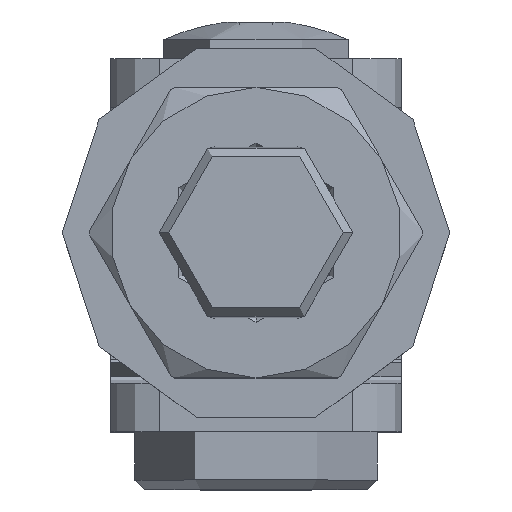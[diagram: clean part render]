
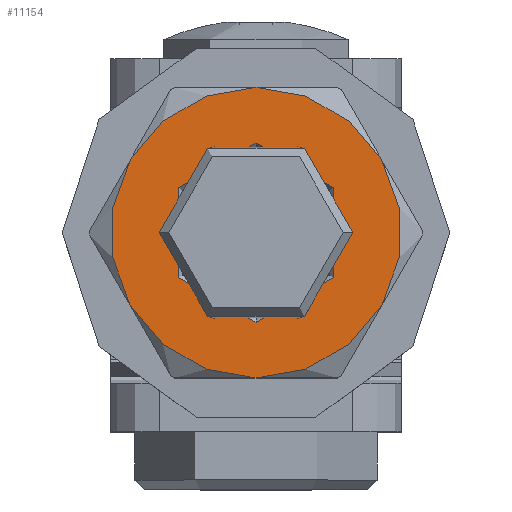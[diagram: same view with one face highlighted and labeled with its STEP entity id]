
A CAD part, top view. The second image highlights one B-rep face of the part: STEP entity #11154.
In plain terms, the highlighted face is planar.
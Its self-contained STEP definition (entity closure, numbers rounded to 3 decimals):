
#296 = AXIS2_PLACEMENT_3D ( 'NONE', #11944, #17543, #16335 ) ;
#642 = AXIS2_PLACEMENT_3D ( 'NONE', #6520, #730, #18079 ) ;
#730 = DIRECTION ( 'NONE',  ( 0., -1., 0. ) ) ;
#1535 = CARTESIAN_POINT ( 'NONE',  ( 0., 4.5, 0. ) ) ;
#1672 = EDGE_CURVE ( 'NONE', #13262, #2891, #18055, .T. ) ;
#1764 = EDGE_CURVE ( 'NONE', #16073, #13262, #18503, .T. ) ;
#1915 = DIRECTION ( 'NONE',  ( 0., -1., 0. ) ) ;
#2001 = VERTEX_POINT ( 'NONE', #5899 ) ;
#2156 = DIRECTION ( 'NONE',  ( 0., -1., 0. ) ) ;
#2366 = CARTESIAN_POINT ( 'NONE',  ( -12.99, 4.5, -7.5 ) ) ;
#2771 = AXIS2_PLACEMENT_3D ( 'NONE', #16607, #1915, #11401 ) ;
#2831 = AXIS2_PLACEMENT_3D ( 'NONE', #16810, #14096, #2938 ) ;
#2891 = VERTEX_POINT ( 'NONE', #11513 ) ;
#2938 = DIRECTION ( 'NONE',  ( 0., 0., 1. ) ) ;
#3105 = ORIENTED_EDGE ( 'NONE', *, *, #7918, .F. ) ;
#3201 = AXIS2_PLACEMENT_3D ( 'NONE', #11123, #9515, #6778 ) ;
#3912 = FACE_OUTER_BOUND ( 'NONE', #5585, .T. ) ;
#4039 = EDGE_CURVE ( 'NONE', #2001, #16073, #9162, .T. ) ;
#4317 = CIRCLE ( 'NONE', #642, 9.25 ) ;
#4501 = CARTESIAN_POINT ( 'NONE',  ( 12.99, 4.5, -7.5 ) ) ;
#5585 = EDGE_LOOP ( 'NONE', ( #13607, #14785, #8901, #8525, #11121, #3105 ) ) ;
#5899 = CARTESIAN_POINT ( 'NONE',  ( 0., 4.5, -15. ) ) ;
#5921 = CARTESIAN_POINT ( 'NONE',  ( 12.99, 4.5, 7.5 ) ) ;
#6104 = CIRCLE ( 'NONE', #6489, 15. ) ;
#6370 = VERTEX_POINT ( 'NONE', #16666 ) ;
#6489 = AXIS2_PLACEMENT_3D ( 'NONE', #7590, #7784, #9066 ) ;
#6520 = CARTESIAN_POINT ( 'NONE',  ( 0., 4.5, 0. ) ) ;
#6778 = DIRECTION ( 'NONE',  ( 0., 0., 1. ) ) ;
#6976 = AXIS2_PLACEMENT_3D ( 'NONE', #1535, #8581, #14844 ) ;
#7590 = CARTESIAN_POINT ( 'NONE',  ( 0., 4.5, 0. ) ) ;
#7784 = DIRECTION ( 'NONE',  ( 0., -1., 0. ) ) ;
#7918 = EDGE_CURVE ( 'NONE', #13539, #9915, #15667, .T. ) ;
#8168 = CIRCLE ( 'NONE', #3201, 9.25 ) ;
#8525 = ORIENTED_EDGE ( 'NONE', *, *, #4039, .F. ) ;
#8581 = DIRECTION ( 'NONE',  ( 0., -1., 0. ) ) ;
#8901 = ORIENTED_EDGE ( 'NONE', *, *, #1764, .F. ) ;
#9066 = DIRECTION ( 'NONE',  ( 0., 0., 1. ) ) ;
#9162 = CIRCLE ( 'NONE', #2771, 15. ) ;
#9515 = DIRECTION ( 'NONE',  ( 0., -1., 0. ) ) ;
#9877 = CARTESIAN_POINT ( 'NONE',  ( -12.99, 4.5, 7.5 ) ) ;
#9915 = VERTEX_POINT ( 'NONE', #2366 ) ;
#11050 = DIRECTION ( 'NONE',  ( 0., 0., 1. ) ) ;
#11121 = ORIENTED_EDGE ( 'NONE', *, *, #14827, .F. ) ;
#11123 = CARTESIAN_POINT ( 'NONE',  ( 0., 4.5, 0. ) ) ;
#11154 = ADVANCED_FACE ( 'NONE', ( #15240, #3912 ), #15319, .T. ) ;
#11401 = DIRECTION ( 'NONE',  ( 0., 0., -1. ) ) ;
#11513 = CARTESIAN_POINT ( 'NONE',  ( 0., 4.5, 15. ) ) ;
#11944 = CARTESIAN_POINT ( 'NONE',  ( 0., 4.5, 0. ) ) ;
#12012 = DIRECTION ( 'NONE',  ( 0., -1., 0. ) ) ;
#12082 = VERTEX_POINT ( 'NONE', #18165 ) ;
#12138 = EDGE_CURVE ( 'NONE', #12082, #6370, #8168, .T. ) ;
#12166 = AXIS2_PLACEMENT_3D ( 'NONE', #16779, #2156, #11050 ) ;
#12970 = AXIS2_PLACEMENT_3D ( 'NONE', #13525, #12012, #13462 ) ;
#13262 = VERTEX_POINT ( 'NONE', #5921 ) ;
#13462 = DIRECTION ( 'NONE',  ( 0., 0., 1. ) ) ;
#13525 = CARTESIAN_POINT ( 'NONE',  ( 0., 4.5, 0. ) ) ;
#13539 = VERTEX_POINT ( 'NONE', #9877 ) ;
#13574 = ORIENTED_EDGE ( 'NONE', *, *, #12138, .T. ) ;
#13607 = ORIENTED_EDGE ( 'NONE', *, *, #16951, .F. ) ;
#14037 = CIRCLE ( 'NONE', #6976, 15. ) ;
#14096 = DIRECTION ( 'NONE',  ( 0., 1., 0. ) ) ;
#14720 = EDGE_LOOP ( 'NONE', ( #16316, #13574 ) ) ;
#14785 = ORIENTED_EDGE ( 'NONE', *, *, #1672, .F. ) ;
#14827 = EDGE_CURVE ( 'NONE', #9915, #2001, #6104, .T. ) ;
#14844 = DIRECTION ( 'NONE',  ( 0., 0., 1. ) ) ;
#14880 = EDGE_CURVE ( 'NONE', #6370, #12082, #4317, .T. ) ;
#15240 = FACE_BOUND ( 'NONE', #14720, .T. ) ;
#15319 = PLANE ( 'NONE',  #2831 ) ;
#15667 = CIRCLE ( 'NONE', #12166, 15. ) ;
#16073 = VERTEX_POINT ( 'NONE', #4501 ) ;
#16316 = ORIENTED_EDGE ( 'NONE', *, *, #14880, .T. ) ;
#16335 = DIRECTION ( 'NONE',  ( 0., 0., 1. ) ) ;
#16607 = CARTESIAN_POINT ( 'NONE',  ( 0., 4.5, 0. ) ) ;
#16666 = CARTESIAN_POINT ( 'NONE',  ( 0., 4.5, 9.25 ) ) ;
#16779 = CARTESIAN_POINT ( 'NONE',  ( 0., 4.5, 0. ) ) ;
#16810 = CARTESIAN_POINT ( 'NONE',  ( 0., 4.5, 0. ) ) ;
#16951 = EDGE_CURVE ( 'NONE', #2891, #13539, #14037, .T. ) ;
#17543 = DIRECTION ( 'NONE',  ( 0., -1., 0. ) ) ;
#18055 = CIRCLE ( 'NONE', #296, 15. ) ;
#18079 = DIRECTION ( 'NONE',  ( 0., 0., 1. ) ) ;
#18165 = CARTESIAN_POINT ( 'NONE',  ( 0., 4.5, -9.25 ) ) ;
#18503 = CIRCLE ( 'NONE', #12970, 15. ) ;
